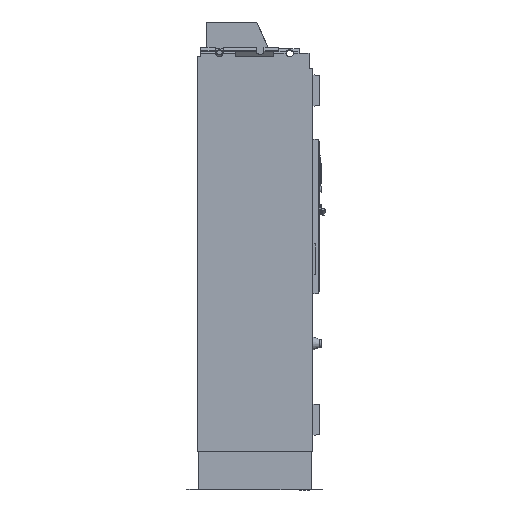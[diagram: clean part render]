
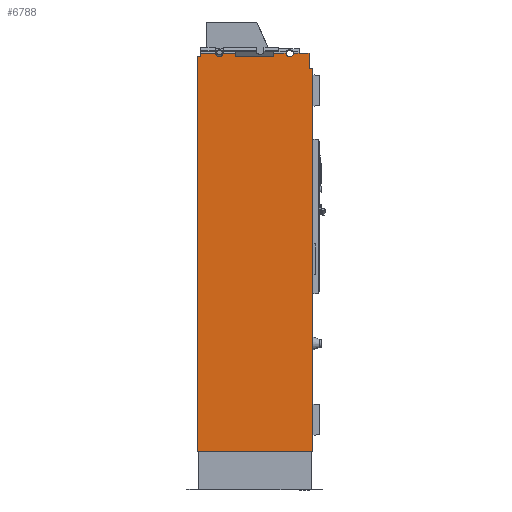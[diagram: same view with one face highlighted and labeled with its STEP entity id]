
A CAD part, left-side view. The second image highlights one B-rep face of the part: STEP entity #6788.
In plain terms, the highlighted planar face has unit normal (-1, 0, 0).
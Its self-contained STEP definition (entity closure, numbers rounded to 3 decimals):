
#5468=FACE_OUTER_BOUND('',#10248,.T.);
#6788=ADVANCED_FACE('',(#5468),#8145,.T.);
#8145=PLANE('',#33533);
#10248=EDGE_LOOP('',(#14839,#14840,#14841,#14842,#14843,#14844,#14845,#14846,
#14847,#14848,#14849,#14850,#14851,#14852,#14853,#14854,#14855,#14856,#14857));
#11678=CIRCLE('',#33454,20.);
#11682=CIRCLE('',#33464,20.);
#14839=ORIENTED_EDGE('',*,*,#24087,.F.);
#14840=ORIENTED_EDGE('',*,*,#24080,.T.);
#14841=ORIENTED_EDGE('',*,*,#24091,.F.);
#14842=ORIENTED_EDGE('',*,*,#24092,.F.);
#14843=ORIENTED_EDGE('',*,*,#24088,.F.);
#14844=ORIENTED_EDGE('',*,*,#24048,.T.);
#14845=ORIENTED_EDGE('',*,*,#23940,.T.);
#14846=ORIENTED_EDGE('',*,*,#23856,.T.);
#14847=ORIENTED_EDGE('',*,*,#23946,.T.);
#14848=ORIENTED_EDGE('',*,*,#23854,.T.);
#14849=ORIENTED_EDGE('',*,*,#23951,.T.);
#14850=ORIENTED_EDGE('',*,*,#23955,.T.);
#14851=ORIENTED_EDGE('',*,*,#23957,.T.);
#14852=ORIENTED_EDGE('',*,*,#23852,.T.);
#14853=ORIENTED_EDGE('',*,*,#23962,.T.);
#14854=ORIENTED_EDGE('',*,*,#23848,.T.);
#14855=ORIENTED_EDGE('',*,*,#23969,.T.);
#14856=ORIENTED_EDGE('',*,*,#23971,.T.);
#14857=ORIENTED_EDGE('',*,*,#24058,.T.);
#20806=VERTEX_POINT('',#51866);
#20844=VERTEX_POINT('',#52095);
#20845=VERTEX_POINT('',#52097);
#20846=VERTEX_POINT('',#52104);
#20847=VERTEX_POINT('',#52109);
#20848=VERTEX_POINT('',#52113);
#20849=VERTEX_POINT('',#52115);
#20850=VERTEX_POINT('',#52122);
#20916=VERTEX_POINT('',#52434);
#20922=VERTEX_POINT('',#52461);
#20924=VERTEX_POINT('',#52467);
#20931=VERTEX_POINT('',#52499);
#20932=VERTEX_POINT('',#52503);
#20977=VERTEX_POINT('',#52670);
#20982=VERTEX_POINT('',#52688);
#20993=VERTEX_POINT('',#52732);
#20994=VERTEX_POINT('',#52734);
#21000=VERTEX_POINT('',#52750);
#21001=VERTEX_POINT('',#52754);
#23848=EDGE_CURVE('',#20845,#20844,#27431,.T.);
#23852=EDGE_CURVE('',#20846,#20847,#27432,.T.);
#23854=EDGE_CURVE('',#20849,#20848,#27433,.T.);
#23856=EDGE_CURVE('',#20806,#20850,#27434,.T.);
#23940=EDGE_CURVE('',#20916,#20806,#27488,.T.);
#23946=EDGE_CURVE('',#20850,#20849,#11678,.T.);
#23951=EDGE_CURVE('',#20848,#20922,#27494,.T.);
#23955=EDGE_CURVE('',#20922,#20924,#27498,.T.);
#23957=EDGE_CURVE('',#20924,#20846,#27500,.T.);
#23962=EDGE_CURVE('',#20847,#20845,#11682,.T.);
#23969=EDGE_CURVE('',#20844,#20931,#27506,.T.);
#23971=EDGE_CURVE('',#20931,#20932,#27508,.T.);
#24048=EDGE_CURVE('',#20977,#20916,#27570,.T.);
#24058=EDGE_CURVE('',#20932,#20982,#27580,.T.);
#24080=EDGE_CURVE('',#20994,#20993,#27602,.T.);
#24087=EDGE_CURVE('',#20994,#20982,#27608,.T.);
#24088=EDGE_CURVE('',#20977,#21000,#27609,.T.);
#24091=EDGE_CURVE('',#21001,#20993,#27612,.T.);
#24092=EDGE_CURVE('',#21000,#21001,#27613,.T.);
#27431=LINE('',#52096,#30660);
#27432=LINE('',#52110,#30661);
#27433=LINE('',#52114,#30662);
#27434=LINE('',#52121,#30663);
#27488=LINE('',#52433,#30717);
#27494=LINE('',#52460,#30723);
#27498=LINE('',#52469,#30727);
#27500=LINE('',#52472,#30729);
#27506=LINE('',#52500,#30735);
#27508=LINE('',#52505,#30737);
#27570=LINE('',#52669,#30799);
#27580=LINE('',#52689,#30809);
#27602=LINE('',#52733,#30831);
#27608=LINE('',#52748,#30837);
#27609=LINE('',#52749,#30838);
#27612=LINE('',#52755,#30841);
#27613=LINE('',#52757,#30842);
#30660=VECTOR('',#37178,1.);
#30661=VECTOR('',#37183,1.);
#30662=VECTOR('',#37188,1.);
#30663=VECTOR('',#37191,1.);
#30717=VECTOR('',#37297,1.);
#30723=VECTOR('',#37317,1.);
#30727=VECTOR('',#37323,1.);
#30729=VECTOR('',#37327,1.);
#30735=VECTOR('',#37349,1.);
#30737=VECTOR('',#37353,1.);
#30799=VECTOR('',#37501,1.);
#30809=VECTOR('',#37519,1.);
#30831=VECTOR('',#37563,1.);
#30837=VECTOR('',#37575,1.);
#30838=VECTOR('',#37576,1.);
#30841=VECTOR('',#37581,1.);
#30842=VECTOR('',#37584,1.);
#33454=AXIS2_PLACEMENT_3D('',#52448,#37306,#37307);
#33464=AXIS2_PLACEMENT_3D('',#52484,#37336,#37337);
#33533=AXIS2_PLACEMENT_3D('',#52758,#37585,#37586);
#37178=DIRECTION('',(0.,1.,0.));
#37183=DIRECTION('',(0.,1.,0.));
#37188=DIRECTION('',(0.,1.,0.));
#37191=DIRECTION('',(0.,1.,0.));
#37297=DIRECTION('',(0.,1.,0.));
#37306=DIRECTION('',(1.,0.,0.));
#37307=DIRECTION('',(0.,0.,1.));
#37317=DIRECTION('',(0.,0.,-1.));
#37323=DIRECTION('',(0.,1.,0.));
#37327=DIRECTION('',(0.,0.,1.));
#37336=DIRECTION('',(1.,0.,0.));
#37337=DIRECTION('',(0.,0.,1.));
#37349=DIRECTION('',(0.,0.,-1.));
#37353=DIRECTION('',(0.,1.,0.));
#37501=DIRECTION('',(0.,0.,1.));
#37519=DIRECTION('',(0.,0.,-1.));
#37563=DIRECTION('',(0.,0.,-1.));
#37575=DIRECTION('',(0.,-1.,0.));
#37576=DIRECTION('',(0.,-1.,0.));
#37581=DIRECTION('',(0.,1.,0.));
#37584=DIRECTION('',(0.,0.,-1.));
#37585=DIRECTION('',(-1.,0.,0.));
#37586=DIRECTION('',(0.,0.,1.));
#51866=CARTESIAN_POINT('',(-1750.,68.,1978.988));
#52095=CARTESIAN_POINT('',(-1750.,582.5,1978.975));
#52096=CARTESIAN_POINT('',(-1750.,300.,1978.975));
#52097=CARTESIAN_POINT('',(-1750.,503.983,1978.975));
#52104=CARTESIAN_POINT('',(-1750.,400.,1978.975));
#52109=CARTESIAN_POINT('',(-1750.,464.017,1978.975));
#52110=CARTESIAN_POINT('',(-1750.,300.,1978.975));
#52113=CARTESIAN_POINT('',(-1750.,200.,1978.975));
#52114=CARTESIAN_POINT('',(-1750.,300.,1978.975));
#52115=CARTESIAN_POINT('',(-1750.,135.983,1978.975));
#52121=CARTESIAN_POINT('',(-1750.,300.,1978.975));
#52122=CARTESIAN_POINT('',(-1750.,96.017,1978.975));
#52433=CARTESIAN_POINT('',(-1750.,300.,1979.));
#52434=CARTESIAN_POINT('',(-1750.,16.,1979.));
#52448=CARTESIAN_POINT('',(-1750.,116.,1979.798));
#52460=CARTESIAN_POINT('',(-1750.,200.,1932.5));
#52461=CARTESIAN_POINT('',(-1750.,200.,1959.5));
#52467=CARTESIAN_POINT('',(-1750.,400.,1959.5));
#52469=CARTESIAN_POINT('',(-1750.,300.,1959.5));
#52472=CARTESIAN_POINT('',(-1750.,400.,1932.5));
#52484=CARTESIAN_POINT('',(-1750.,484.,1979.798));
#52499=CARTESIAN_POINT('',(-1750.,582.5,1962.5));
#52500=CARTESIAN_POINT('',(-1750.,582.5,1932.5));
#52503=CARTESIAN_POINT('',(-1750.,598.498,1962.5));
#52505=CARTESIAN_POINT('',(-1750.,300.,1962.5));
#52669=CARTESIAN_POINT('',(-1750.,16.,1932.5));
#52670=CARTESIAN_POINT('',(-1750.,16.,1899.5));
#52688=CARTESIAN_POINT('',(-1750.,598.498,1899.5));
#52689=CARTESIAN_POINT('',(-1750.,598.498,1932.5));
#52732=CARTESIAN_POINT('',(-1750.,600.,-100.));
#52733=CARTESIAN_POINT('',(-1750.,600.,1932.5));
#52734=CARTESIAN_POINT('',(-1750.,600.,1899.5));
#52748=CARTESIAN_POINT('',(-1750.,600.,1899.5));
#52749=CARTESIAN_POINT('',(-1750.,600.,1899.5));
#52750=CARTESIAN_POINT('',(-1750.,0.,1899.5));
#52754=CARTESIAN_POINT('',(-1750.,0.,-100.));
#52755=CARTESIAN_POINT('',(-1750.,600.,-100.));
#52757=CARTESIAN_POINT('',(-1750.,0.,0.));
#52758=CARTESIAN_POINT('',(-1750.,300.,1932.5));
